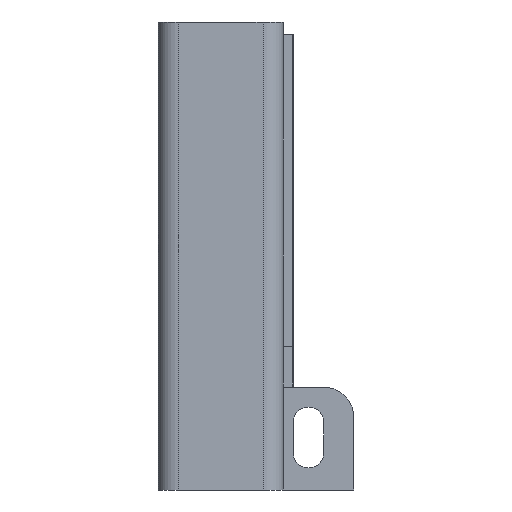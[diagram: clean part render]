
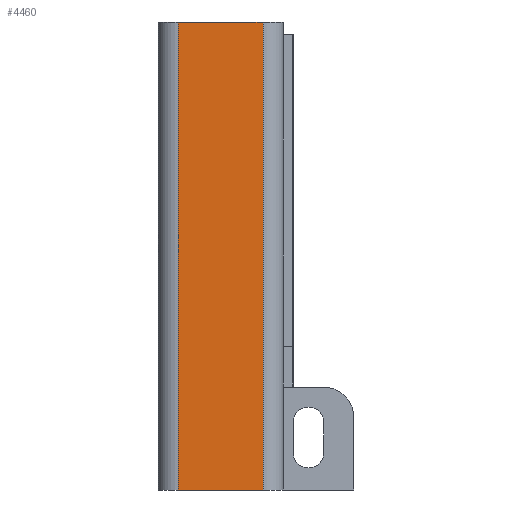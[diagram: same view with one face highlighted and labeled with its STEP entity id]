
A CAD part, left-side view. The second image highlights one B-rep face of the part: STEP entity #4460.
In plain terms, the highlighted planar face has unit normal (-1, 0, 0).
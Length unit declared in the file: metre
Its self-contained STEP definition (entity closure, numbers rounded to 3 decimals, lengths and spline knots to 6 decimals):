
#969=ORIENTED_EDGE('',*,*,#1898,.T.);
#970=ORIENTED_EDGE('',*,*,#1899,.T.);
#971=ORIENTED_EDGE('',*,*,#1895,.F.);
#972=ORIENTED_EDGE('',*,*,#1900,.F.);
#1895=EDGE_CURVE('',#2388,#2389,#2900,.T.);
#1898=EDGE_CURVE('',#2390,#2391,#2901,.T.);
#1899=EDGE_CURVE('',#2391,#2389,#2902,.T.);
#1900=EDGE_CURVE('',#2390,#2388,#2903,.T.);
#2388=VERTEX_POINT('',#6970);
#2389=VERTEX_POINT('',#6971);
#2390=VERTEX_POINT('',#6976);
#2391=VERTEX_POINT('',#6977);
#2900=LINE('',#6969,#3469);
#2901=LINE('',#6975,#3470);
#2902=LINE('',#6978,#3471);
#2903=LINE('',#6979,#3472);
#3469=VECTOR('',#5680,1.);
#3470=VECTOR('',#5687,1.);
#3471=VECTOR('',#5688,1.);
#3472=VECTOR('',#5689,1.);
#3791=EDGE_LOOP('',(#969,#970,#971,#972));
#4052=FACE_BOUND('',#3791,.T.);
#4247=PLANE('',#4751);
#4460=ADVANCED_FACE('',(#4052),#4247,.F.);
#4751=AXIS2_PLACEMENT_3D('',#6974,#5685,#5686);
#5680=DIRECTION('',(0.,0.,1.));
#5685=DIRECTION('',(1.,0.,0.));
#5686=DIRECTION('',(0.,0.,1.));
#5687=DIRECTION('',(0.,0.,1.));
#5688=DIRECTION('',(0.,1.,0.));
#5689=DIRECTION('',(0.,1.,0.));
#6969=CARTESIAN_POINT('',(-0.0632,0.0104,-0.0232));
#6970=CARTESIAN_POINT('',(-0.0632,0.0104,-0.0232));
#6971=CARTESIAN_POINT('',(-0.0632,0.0104,0.0232));
#6974=CARTESIAN_POINT('',(-0.0632,0.,-0.0232));
#6975=CARTESIAN_POINT('',(-0.0632,0.002,-0.0232));
#6976=CARTESIAN_POINT('',(-0.0632,0.002,-0.0232));
#6977=CARTESIAN_POINT('',(-0.0632,0.002,0.0232));
#6978=CARTESIAN_POINT('',(-0.0632,0.,0.0232));
#6979=CARTESIAN_POINT('',(-0.0632,0.,-0.0232));
